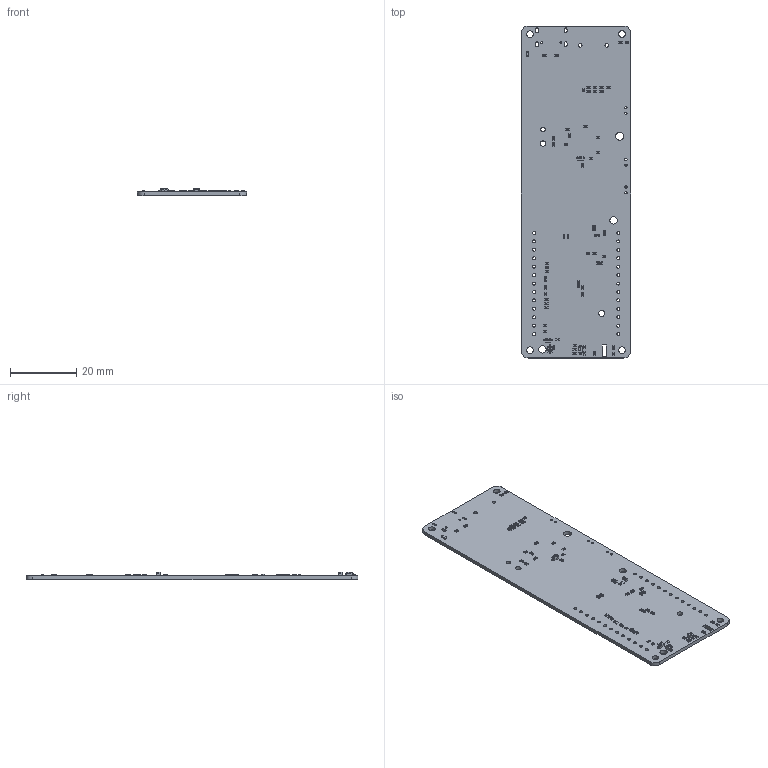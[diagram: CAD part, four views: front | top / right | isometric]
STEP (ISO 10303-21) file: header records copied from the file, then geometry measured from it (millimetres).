
FILE_DESCRIPTION(('Open CASCADE Model'),'2;1');
FILE_NAME('Open CASCADE Shape Model','2023-07-21T15:17:45',('Author'),( 'Open CASCADE'),'Open CASCADE STEP processor 6.8','Open CASCADE 6.8' ,'Unknown');
FILE_SCHEMA(('AUTOMOTIVE_DESIGN { 1 0 10303 214 1 1 1 1 }'));
Length unit declared in the file: millimetre
Products named in the file (70): PCB; Board; Open CASCADE STEP translator 6.8 1.1.1; R6P; User_Library-RES_1005-0402; R5P; D6; SOD323; D5; RL2; RL1; R8D; R7D; N7; N6; User_Library-RES_1609-0603; N4; N1; C40; User_Library-0603_SMD_Capacitor; C1; 0402_SMD_Capacitor; C2; C3; C4; C6; C7; C8; C9; C10; C11; C12; C13; R4; R5; R6; R7; R8; R9; R10 ...
Assembly tree (124 placements, depth 3):
  PCB
    Board
      Open CASCADE STEP translator 6.8 1.1.1
    R6P
      User_Library-RES_1005-0402
    R5P
      User_Library-RES_1005-0402
    D6
      SOD323
    D5
      SOD323
    RL2
      User_Library-RES_1005-0402
    RL1
      User_Library-RES_1005-0402
    R8D
      User_Library-RES_1005-0402
    R7D
      User_Library-RES_1005-0402
    N7
      User_Library-RES_1005-0402
    N6
      User_Library-RES_1609-0603
    N4
      User_Library-RES_1005-0402
    N1
      User_Library-RES_1005-0402
    C40
      User_Library-0603_SMD_Capacitor
    C1
      0402_SMD_Capacitor
    C2
      0402_SMD_Capacitor
    C3
      User_Library-0603_SMD_Capacitor
    C4
      0402_SMD_Capacitor
    C6
      0402_SMD_Capacitor
    C7
      0402_SMD_Capacitor
    C8
      0402_SMD_Capacitor
    C9
      0402_SMD_Capacitor
    C10
      0402_SMD_Capacitor
    C11
      0402_SMD_Capacitor
    C12
      0402_SMD_Capacitor
    C13
      0402_SMD_Capacitor
    R4
      User_Library-RES_1005-0402
    R5
      User_Library-RES_1005-0402
    R6
      User_Library-RES_1005-0402
    R7
Bounding box: 32.89 x 100.13 x 2.22 mm (x, y, z)
Volume: 3647.1 mm3; surface area: 7245.1 mm2
Topology: 169 solids, 169 shells, 5440 faces, 13772 edges, 8836 vertices
Faces by surface type: plane 3202, bspline 1420, cylinder 634, sphere 184
Full cylindrical faces by diameter (mm): 0.6 x2, 0.7 x6, 0.9 x26, 1.1 x2, 1.4 x1, 1.6 x1, 1.8 x1, 2 x4, 2.2 x2, 2.4 x1
Entity records: 31668 total; most frequent: CARTESIAN_POINT 13758, ORIENTED_EDGE 3036, DIRECTION 2522, EDGE_CURVE 1518, VERTEX_POINT 993, AXIS2_PLACEMENT_3D 855, LINE 812, VECTOR 812
